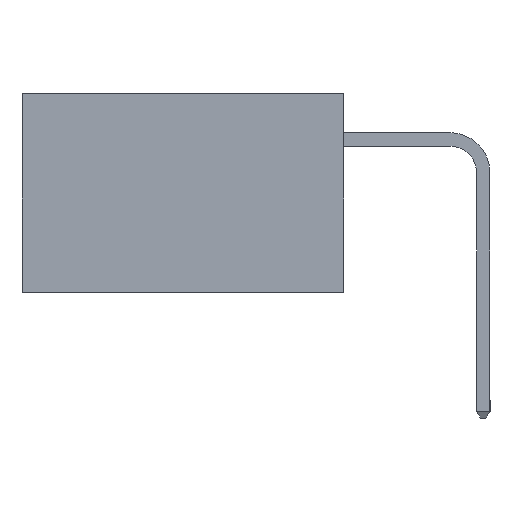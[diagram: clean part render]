
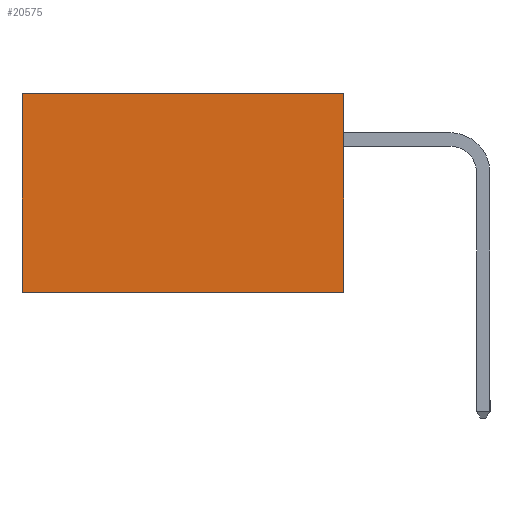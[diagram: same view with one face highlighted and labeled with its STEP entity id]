
A CAD part, left-side view. The second image highlights one B-rep face of the part: STEP entity #20575.
In plain terms, the highlighted planar face has unit normal (-1, 0, 0).
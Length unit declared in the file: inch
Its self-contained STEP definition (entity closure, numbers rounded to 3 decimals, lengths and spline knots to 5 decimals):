
#369 = DIRECTION ( 'NONE',  ( 0., 0., -1. ) ) ;
#1038 = LINE ( 'NONE', #21958, #15821 ) ;
#1484 = VERTEX_POINT ( 'NONE', #11543 ) ;
#1865 = VECTOR ( 'NONE', #8048, 39.37008 ) ;
#2116 = LINE ( 'NONE', #5727, #8468 ) ;
#2931 = ORIENTED_EDGE ( 'NONE', *, *, #9443, .F. ) ;
#4437 = CARTESIAN_POINT ( 'NONE',  ( 0.2615, 0.6, -0.37 ) ) ;
#4646 = EDGE_LOOP ( 'NONE', ( #9562, #2931, #19216, #7316 ) ) ;
#5496 = VECTOR ( 'NONE', #17847, 39.37008 ) ;
#5727 = CARTESIAN_POINT ( 'NONE',  ( 0.2615, 0., 0. ) ) ;
#5964 = EDGE_CURVE ( 'NONE', #15898, #23837, #2116, .T. ) ;
#6115 = LINE ( 'NONE', #4437, #5496 ) ;
#6766 = CARTESIAN_POINT ( 'NONE',  ( 0.2615, 0.6, -0.37 ) ) ;
#7316 = ORIENTED_EDGE ( 'NONE', *, *, #5964, .T. ) ;
#8039 = CARTESIAN_POINT ( 'NONE',  ( 0.2615, 0., -0.37 ) ) ;
#8048 = DIRECTION ( 'NONE',  ( 0., 0., -1. ) ) ;
#8468 = VECTOR ( 'NONE', #11745, 39.37008 ) ;
#9443 = EDGE_CURVE ( 'NONE', #1484, #24107, #1038, .T. ) ;
#9562 = ORIENTED_EDGE ( 'NONE', *, *, #19424, .T. ) ;
#10029 = PLANE ( 'NONE',  #17487 ) ;
#11543 = CARTESIAN_POINT ( 'NONE',  ( 0.2615, 0., -0.37 ) ) ;
#11744 = CARTESIAN_POINT ( 'NONE',  ( 0.2615, 0., 0. ) ) ;
#11745 = DIRECTION ( 'NONE',  ( 0., 1., 0. ) ) ;
#11875 = EDGE_CURVE ( 'NONE', #15898, #1484, #17215, .T. ) ;
#11990 = DIRECTION ( 'NONE',  ( 1., 0., 0. ) ) ;
#15821 = VECTOR ( 'NONE', #21731, 39.37008 ) ;
#15898 = VERTEX_POINT ( 'NONE', #11744 ) ;
#17215 = LINE ( 'NONE', #8039, #1865 ) ;
#17487 = AXIS2_PLACEMENT_3D ( 'NONE', #23158, #11990, #369 ) ;
#17847 = DIRECTION ( 'NONE',  ( 0., 0., -1. ) ) ;
#19216 = ORIENTED_EDGE ( 'NONE', *, *, #11875, .F. ) ;
#19424 = EDGE_CURVE ( 'NONE', #23837, #24107, #6115, .T. ) ;
#20575 = ADVANCED_FACE ( 'NONE', ( #22860 ), #10029, .F. ) ;
#21731 = DIRECTION ( 'NONE',  ( 0., 1., 0. ) ) ;
#21958 = CARTESIAN_POINT ( 'NONE',  ( 0.2615, 0., -0.37 ) ) ;
#22591 = CARTESIAN_POINT ( 'NONE',  ( 0.2615, 0.6, 0. ) ) ;
#22860 = FACE_OUTER_BOUND ( 'NONE', #4646, .T. ) ;
#23158 = CARTESIAN_POINT ( 'NONE',  ( 0.2615, 0., -0.37 ) ) ;
#23837 = VERTEX_POINT ( 'NONE', #22591 ) ;
#24107 = VERTEX_POINT ( 'NONE', #6766 ) ;
